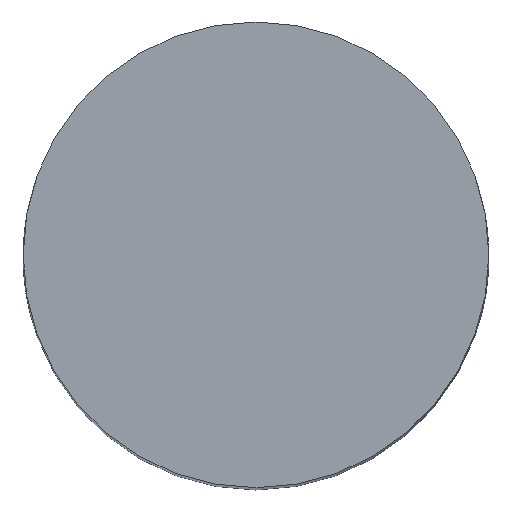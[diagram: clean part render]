
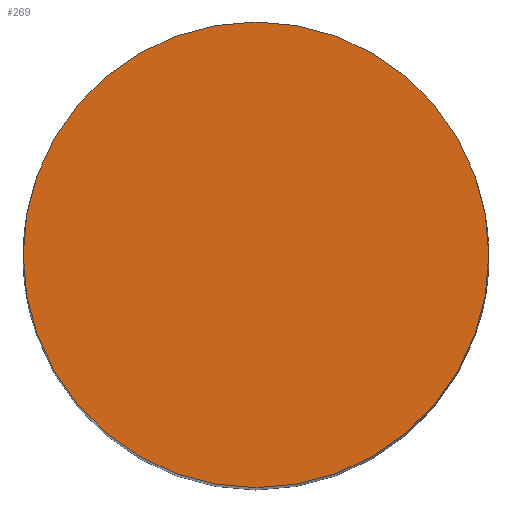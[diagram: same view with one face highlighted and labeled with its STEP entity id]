
A CAD part, top view. The second image highlights one B-rep face of the part: STEP entity #269.
In plain terms, the highlighted planar face has unit normal (0, 0, 1).
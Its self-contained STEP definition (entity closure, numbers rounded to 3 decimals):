
#6 = CARTESIAN_POINT ( 'NONE',  ( 15.9, 0., 90. ) ) ;
#8 = CARTESIAN_POINT ( 'NONE',  ( 0., 0., 90. ) ) ;
#28 = DIRECTION ( 'NONE',  ( 0., 0., 1. ) ) ;
#36 = VERTEX_POINT ( 'NONE', #6 ) ;
#39 = VERTEX_POINT ( 'NONE', #79 ) ;
#54 = CARTESIAN_POINT ( 'NONE',  ( 0., 0., 90. ) ) ;
#61 = DIRECTION ( 'NONE',  ( 0., 0., 1. ) ) ;
#62 = DIRECTION ( 'NONE',  ( 1., 0., 0. ) ) ;
#79 = CARTESIAN_POINT ( 'NONE',  ( -15.9, 0., 90. ) ) ;
#80 = DIRECTION ( 'NONE',  ( 1., 0., 0. ) ) ;
#166 = AXIS2_PLACEMENT_3D ( 'NONE', #8, #28, #80 ) ;
#168 = EDGE_CURVE ( 'NONE', #39, #36, #278, .T. ) ;
#172 = EDGE_CURVE ( 'NONE', #36, #39, #289, .T. ) ;
#179 = EDGE_LOOP ( 'NONE', ( #260, #261 ) ) ;
#260 = ORIENTED_EDGE ( 'NONE', *, *, #168, .T. ) ;
#261 = ORIENTED_EDGE ( 'NONE', *, *, #172, .T. ) ;
#269 = ADVANCED_FACE ( 'NONE', ( #298 ), #357, .T. ) ;
#278 = CIRCLE ( 'NONE', #166, 15.9 ) ;
#282 = AXIS2_PLACEMENT_3D ( 'NONE', #54, #61, #62 ) ;
#286 = AXIS2_PLACEMENT_3D ( 'NONE', #363, #343, #325 ) ;
#289 = CIRCLE ( 'NONE', #282, 15.9 ) ;
#298 = FACE_OUTER_BOUND ( 'NONE', #179, .T. ) ;
#325 = DIRECTION ( 'NONE',  ( 1., 0., 0. ) ) ;
#343 = DIRECTION ( 'NONE',  ( 0., 0., 1. ) ) ;
#357 = PLANE ( 'NONE',  #286 ) ;
#363 = CARTESIAN_POINT ( 'NONE',  ( 0., 0., 90. ) ) ;
